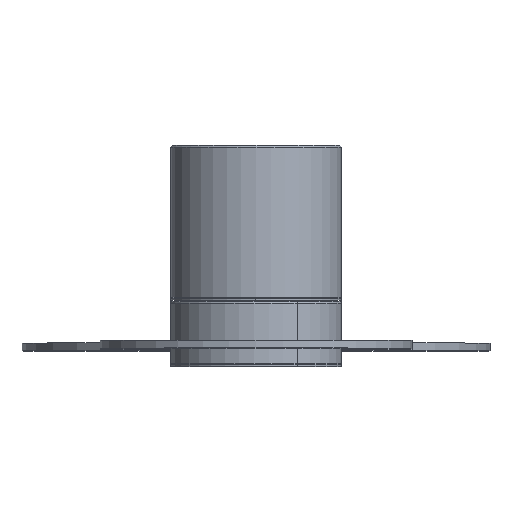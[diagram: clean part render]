
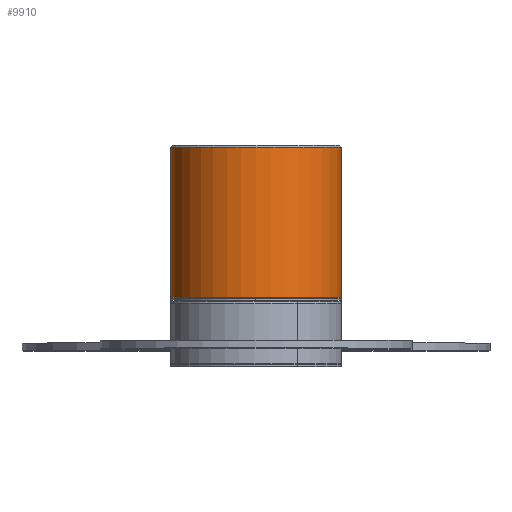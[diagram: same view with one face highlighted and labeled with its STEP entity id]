
A CAD part, top view. The second image highlights one B-rep face of the part: STEP entity #9910.
In plain terms, the highlighted cylindrical face has radius 22 mm (diameter 44 mm), a partial arc.
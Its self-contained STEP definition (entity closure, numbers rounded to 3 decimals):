
#9842=CARTESIAN_POINT('Axis2P3D Location',(0.,0.,0.)) ;
#9846=CARTESIAN_POINT('Vertex',(0.,-22.,0.)) ;
#9848=CARTESIAN_POINT('Vertex',(0.,22.,0.)) ;
#9872=CARTESIAN_POINT('Axis2P3D Location',(0.,0.,28.25)) ;
#9877=CARTESIAN_POINT('Line Origine',(0.,-22.,28.25)) ;
#9881=CARTESIAN_POINT('Vertex',(0.,-22.,38.5)) ;
#9884=CARTESIAN_POINT('Line Origine',(0.,22.,28.25)) ;
#9888=CARTESIAN_POINT('Vertex',(0.,22.,38.5)) ;
#9891=CARTESIAN_POINT('Axis2P3D Location',(0.,0.,38.5)) ;
#9895=CARTESIAN_POINT('Vertex',(19.053,11.,38.5)) ;
#9898=CARTESIAN_POINT('Axis2P3D Location',(0.,0.,38.5)) ;
#9879=VECTOR('Line Direction',#9878,1.) ;
#9886=VECTOR('Line Direction',#9885,1.) ;
#9843=DIRECTION('Axis2P3D Direction',(0.,0.,1.)) ;
#9873=DIRECTION('Axis2P3D Direction',(0.,-0.,1.)) ;
#9874=DIRECTION('Axis2P3D XDirection',(0.,1.,0.)) ;
#9878=DIRECTION('Vector Direction',(0.,0.,1.)) ;
#9885=DIRECTION('Vector Direction',(0.,0.,1.)) ;
#9892=DIRECTION('Axis2P3D Direction',(0.,-0.,1.)) ;
#9899=DIRECTION('Axis2P3D Direction',(0.,-0.,1.)) ;
#9844=AXIS2_PLACEMENT_3D('Circle Axis2P3D',#9842,#9843,$) ;
#9875=AXIS2_PLACEMENT_3D('Cylinder Axis2P3D',#9872,#9873,#9874) ;
#9893=AXIS2_PLACEMENT_3D('Circle Axis2P3D',#9891,#9892,$) ;
#9900=AXIS2_PLACEMENT_3D('Circle Axis2P3D',#9898,#9899,$) ;
#9880=LINE('Line',#9877,#9879) ;
#9887=LINE('Line',#9884,#9886) ;
#9845=CIRCLE('generated circle',#9844,22.) ;
#9894=CIRCLE('generated circle',#9893,22.) ;
#9901=CIRCLE('generated circle',#9900,22.) ;
#9876=CYLINDRICAL_SURFACE('generated cylinder',#9875,22.) ;
#9850=EDGE_CURVE('',#9847,#9849,#9845,.T.) ;
#9883=EDGE_CURVE('',#9882,#9847,#9880,.F.) ;
#9890=EDGE_CURVE('',#9889,#9849,#9887,.F.) ;
#9897=EDGE_CURVE('',#9896,#9889,#9894,.T.) ;
#9902=EDGE_CURVE('',#9882,#9896,#9901,.T.) ;
#9904=ORIENTED_EDGE('',*,*,#9883,.T.) ;
#9905=ORIENTED_EDGE('',*,*,#9850,.T.) ;
#9906=ORIENTED_EDGE('',*,*,#9890,.F.) ;
#9907=ORIENTED_EDGE('',*,*,#9897,.F.) ;
#9908=ORIENTED_EDGE('',*,*,#9902,.F.) ;
#9903=EDGE_LOOP('',(#9904,#9905,#9906,#9907,#9908)) ;
#9847=VERTEX_POINT('',#9846) ;
#9849=VERTEX_POINT('',#9848) ;
#9882=VERTEX_POINT('',#9881) ;
#9889=VERTEX_POINT('',#9888) ;
#9896=VERTEX_POINT('',#9895) ;
#9910=ADVANCED_FACE('PartBody',(#9909),#9876,.T.) ;
#9909=FACE_OUTER_BOUND('',#9903,.T.) ;
